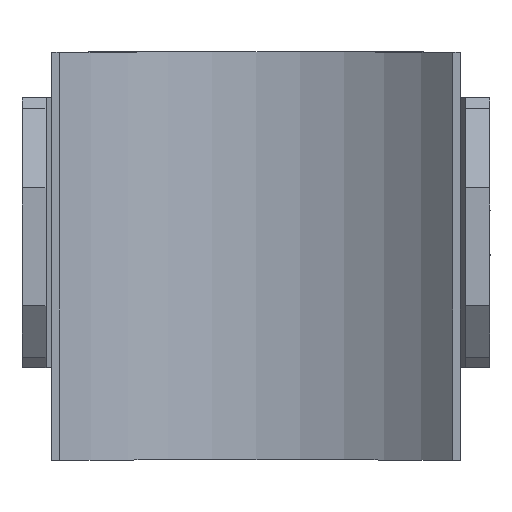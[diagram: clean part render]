
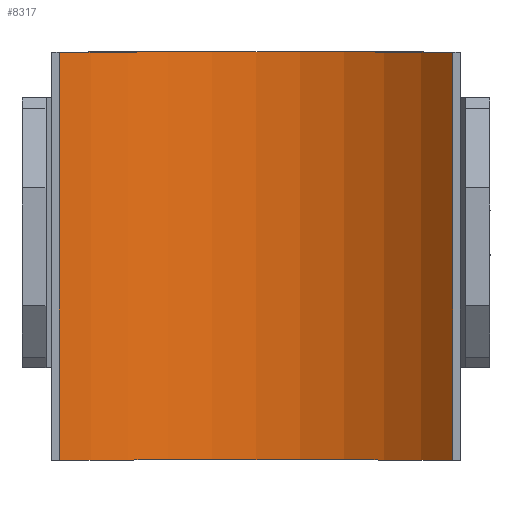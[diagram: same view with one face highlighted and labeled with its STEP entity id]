
A CAD part, front view. The second image highlights one B-rep face of the part: STEP entity #8317.
In plain terms, the highlighted cylindrical face has radius 21.7 mm (diameter 43.4 mm), a partial arc.
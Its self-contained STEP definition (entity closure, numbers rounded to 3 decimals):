
#48 = VERTEX_POINT ( 'NONE', #10222 ) ;
#533 = ORIENTED_EDGE ( 'NONE', *, *, #7311, .T. ) ;
#534 = CARTESIAN_POINT ( 'NONE',  ( 0., -21.7, -17. ) ) ;
#889 = VECTOR ( 'NONE', #9818, 1000. ) ;
#947 = CARTESIAN_POINT ( 'NONE',  ( 16.409, -7.5, 17. ) ) ;
#1131 = ORIENTED_EDGE ( 'NONE', *, *, #2163, .F. ) ;
#1427 = DIRECTION ( 'NONE',  ( 0., 0., -1. ) ) ;
#1707 = CYLINDRICAL_SURFACE ( 'NONE', #6186, 21.7 ) ;
#2000 = VECTOR ( 'NONE', #6096, 1000. ) ;
#2163 = EDGE_CURVE ( 'NONE', #2229, #48, #7191, .T. ) ;
#2229 = VERTEX_POINT ( 'NONE', #947 ) ;
#2465 = CARTESIAN_POINT ( 'NONE',  ( -16.409, -7.5, -17. ) ) ;
#3526 = ORIENTED_EDGE ( 'NONE', *, *, #5327, .F. ) ;
#3620 = VERTEX_POINT ( 'NONE', #2465 ) ;
#3837 = CARTESIAN_POINT ( 'NONE',  ( -16.409, -7.5, 17. ) ) ;
#4408 = FACE_OUTER_BOUND ( 'NONE', #7743, .T. ) ;
#4651 = CARTESIAN_POINT ( 'NONE',  ( 0., -21.7, 17. ) ) ;
#4891 = DIRECTION ( 'NONE',  ( 0., 0., -1. ) ) ;
#5117 = CARTESIAN_POINT ( 'NONE',  ( 0., -21.7, 17. ) ) ;
#5327 = EDGE_CURVE ( 'NONE', #10237, #2229, #8381, .T. ) ;
#5915 = CARTESIAN_POINT ( 'NONE',  ( 16.409, -7.5, 17. ) ) ;
#6096 = DIRECTION ( 'NONE',  ( 0., 0., -1. ) ) ;
#6186 = AXIS2_PLACEMENT_3D ( 'NONE', #5117, #8878, #7998 ) ;
#6393 = LINE ( 'NONE', #9989, #889 ) ;
#7191 = LINE ( 'NONE', #5915, #2000 ) ;
#7311 = EDGE_CURVE ( 'NONE', #3620, #48, #7675, .T. ) ;
#7485 = DIRECTION ( 'NONE',  ( 1., 0., 0. ) ) ;
#7675 = CIRCLE ( 'NONE', #10675, 21.7 ) ;
#7743 = EDGE_LOOP ( 'NONE', ( #533, #1131, #3526, #10764 ) ) ;
#7782 = EDGE_CURVE ( 'NONE', #10237, #3620, #6393, .T. ) ;
#7998 = DIRECTION ( 'NONE',  ( -1., 0., 0. ) ) ;
#8317 = ADVANCED_FACE ( 'NONE', ( #4408 ), #1707, .F. ) ;
#8381 = CIRCLE ( 'NONE', #9885, 21.7 ) ;
#8878 = DIRECTION ( 'NONE',  ( 0., 0., -1. ) ) ;
#9818 = DIRECTION ( 'NONE',  ( 0., 0., -1. ) ) ;
#9885 = AXIS2_PLACEMENT_3D ( 'NONE', #4651, #4891, #10258 ) ;
#9989 = CARTESIAN_POINT ( 'NONE',  ( -16.409, -7.5, 17. ) ) ;
#10222 = CARTESIAN_POINT ( 'NONE',  ( 16.409, -7.5, -17. ) ) ;
#10237 = VERTEX_POINT ( 'NONE', #3837 ) ;
#10258 = DIRECTION ( 'NONE',  ( 1., 0., 0. ) ) ;
#10675 = AXIS2_PLACEMENT_3D ( 'NONE', #534, #1427, #7485 ) ;
#10764 = ORIENTED_EDGE ( 'NONE', *, *, #7782, .T. ) ;
